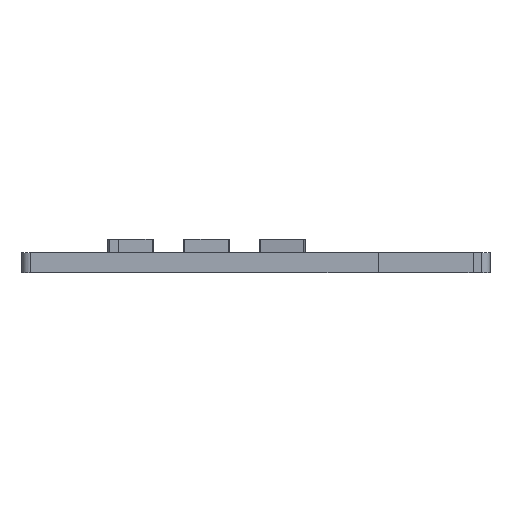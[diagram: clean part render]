
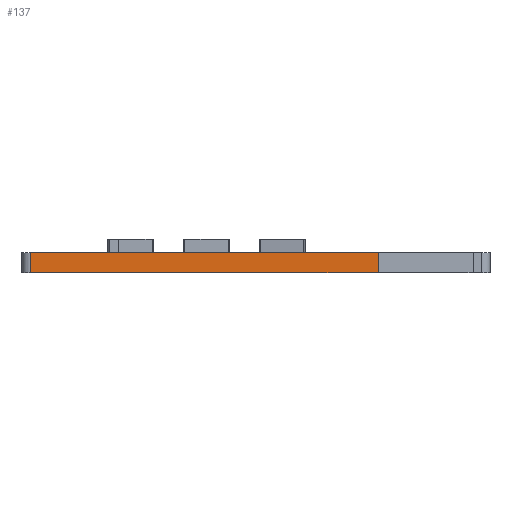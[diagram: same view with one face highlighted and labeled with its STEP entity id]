
A CAD part, left-side view. The second image highlights one B-rep face of the part: STEP entity #137.
In plain terms, the highlighted planar face has unit normal (-1, 0, 0).
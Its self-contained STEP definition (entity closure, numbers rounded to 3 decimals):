
#98=CARTESIAN_POINT('',(12.12,145.783,11.));
#99=DIRECTION('',(-1.,0.,0.));
#100=DIRECTION('',(0.,0.,1.));
#101=AXIS2_PLACEMENT_3D('',#98,#99,#100);
#102=PLANE('',#101);
#103=CARTESIAN_POINT('',(12.12,179.033,11.));
#104=VERTEX_POINT('',#103);
#105=CARTESIAN_POINT('',(12.12,127.783,11.));
#106=VERTEX_POINT('',#105);
#107=CARTESIAN_POINT('',(12.12,179.033,11.));
#108=DIRECTION('',(0.,-1.,0.));
#109=VECTOR('',#108,51.25);
#110=LINE('',#107,#109);
#111=EDGE_CURVE('',#104,#106,#110,.T.);
#112=ORIENTED_EDGE('',*,*,#111,.T.);
#113=CARTESIAN_POINT('',(12.12,127.783,14.));
#114=VERTEX_POINT('',#113);
#115=CARTESIAN_POINT('',(12.12,127.783,11.));
#116=DIRECTION('',(0.,0.,1.));
#117=VECTOR('',#116,3.);
#118=LINE('',#115,#117);
#119=EDGE_CURVE('',#106,#114,#118,.T.);
#120=ORIENTED_EDGE('',*,*,#119,.T.);
#121=CARTESIAN_POINT('',(12.12,179.033,14.));
#122=VERTEX_POINT('',#121);
#123=CARTESIAN_POINT('',(12.12,179.033,14.));
#124=DIRECTION('',(0.,-1.,0.));
#125=VECTOR('',#124,51.25);
#126=LINE('',#123,#125);
#127=EDGE_CURVE('',#122,#114,#126,.T.);
#128=ORIENTED_EDGE('',*,*,#127,.F.);
#129=CARTESIAN_POINT('',(12.12,179.033,14.));
#130=DIRECTION('',(-0.,-0.,-1.));
#131=VECTOR('',#130,3.);
#132=LINE('',#129,#131);
#133=EDGE_CURVE('',#122,#104,#132,.T.);
#134=ORIENTED_EDGE('',*,*,#133,.T.);
#135=EDGE_LOOP('',(#112,#120,#128,#134));
#136=FACE_BOUND('',#135,.T.);
#137=ADVANCED_FACE('',(#136),#102,.T.);
